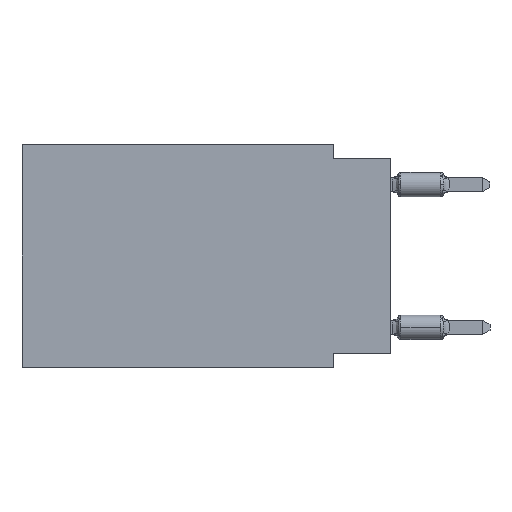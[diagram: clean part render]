
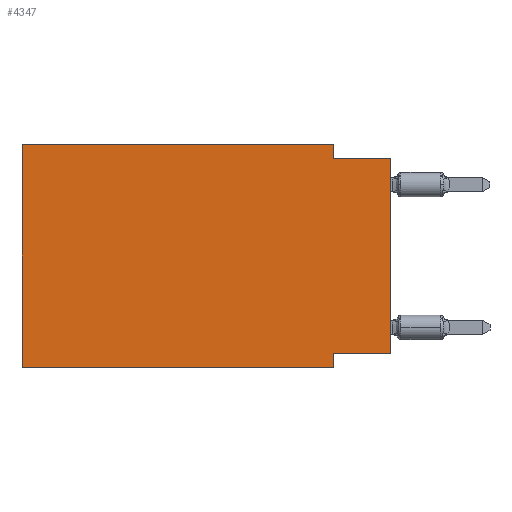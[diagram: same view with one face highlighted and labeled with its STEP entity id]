
A CAD part, left-side view. The second image highlights one B-rep face of the part: STEP entity #4347.
In plain terms, the highlighted planar face has unit normal (-1, 0, 0).
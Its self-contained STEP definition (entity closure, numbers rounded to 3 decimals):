
#389 = VECTOR ( 'NONE', #13395, 1000. ) ;
#703 = ORIENTED_EDGE ( 'NONE', *, *, #15061, .F. ) ;
#712 = LINE ( 'NONE', #13798, #10016 ) ;
#1219 = CARTESIAN_POINT ( 'NONE',  ( 0., 2.54, 0. ) ) ;
#1704 = DIRECTION ( 'NONE',  ( 0., -1., 0. ) ) ;
#1728 = CARTESIAN_POINT ( 'NONE',  ( 0., 0., 0. ) ) ;
#1878 = DIRECTION ( 'NONE',  ( 0., 0., -1. ) ) ;
#1930 = VECTOR ( 'NONE', #10648, 1000. ) ;
#2114 = LINE ( 'NONE', #12881, #1930 ) ;
#2623 = EDGE_CURVE ( 'NONE', #9895, #9731, #13433, .T. ) ;
#2706 = VECTOR ( 'NONE', #3011, 1000. ) ;
#2879 = CARTESIAN_POINT ( 'NONE',  ( 0., 2.54, -9.906 ) ) ;
#3011 = DIRECTION ( 'NONE',  ( 0., 1., 0. ) ) ;
#3021 = VERTEX_POINT ( 'NONE', #1219 ) ;
#3474 = EDGE_CURVE ( 'NONE', #5997, #5811, #10940, .T. ) ;
#4036 = DIRECTION ( 'NONE',  ( 0., 0., 1. ) ) ;
#4187 = DIRECTION ( 'NONE',  ( 0., -1., 0. ) ) ;
#4347 = ADVANCED_FACE ( 'NONE', ( #14707 ), #8868, .F. ) ;
#5209 = EDGE_CURVE ( 'NONE', #9895, #5811, #5545, .T. ) ;
#5391 = VERTEX_POINT ( 'NONE', #9876 ) ;
#5474 = VECTOR ( 'NONE', #4036, 1000. ) ;
#5545 = LINE ( 'NONE', #15112, #12910 ) ;
#5811 = VERTEX_POINT ( 'NONE', #2879 ) ;
#5954 = ORIENTED_EDGE ( 'NONE', *, *, #6880, .F. ) ;
#5997 = VERTEX_POINT ( 'NONE', #10365 ) ;
#6427 = DIRECTION ( 'NONE',  ( 0., 0., 1. ) ) ;
#6794 = EDGE_CURVE ( 'NONE', #3021, #5391, #7716, .T. ) ;
#6880 = EDGE_CURVE ( 'NONE', #9845, #5997, #13993, .T. ) ;
#7217 = ORIENTED_EDGE ( 'NONE', *, *, #2623, .F. ) ;
#7300 = AXIS2_PLACEMENT_3D ( 'NONE', #9910, #9741, #14781 ) ;
#7382 = CARTESIAN_POINT ( 'NONE',  ( 0., 16.383, 0. ) ) ;
#7633 = ORIENTED_EDGE ( 'NONE', *, *, #8777, .F. ) ;
#7716 = LINE ( 'NONE', #12727, #8298 ) ;
#8157 = CARTESIAN_POINT ( 'NONE',  ( 0., 16.383, -9.906 ) ) ;
#8298 = VECTOR ( 'NONE', #1878, 1000. ) ;
#8777 = EDGE_CURVE ( 'NONE', #9731, #3021, #712, .T. ) ;
#8868 = PLANE ( 'NONE',  #7300 ) ;
#9057 = ORIENTED_EDGE ( 'NONE', *, *, #5209, .T. ) ;
#9260 = VECTOR ( 'NONE', #6427, 1000. ) ;
#9481 = VERTEX_POINT ( 'NONE', #10817 ) ;
#9731 = VERTEX_POINT ( 'NONE', #10391 ) ;
#9741 = DIRECTION ( 'NONE',  ( 1., 0., 0. ) ) ;
#9801 = CARTESIAN_POINT ( 'NONE',  ( 0., 2.54, -9.906 ) ) ;
#9845 = VERTEX_POINT ( 'NONE', #11921 ) ;
#9876 = CARTESIAN_POINT ( 'NONE',  ( 0., 2.54, -0.635 ) ) ;
#9895 = VERTEX_POINT ( 'NONE', #8157 ) ;
#9910 = CARTESIAN_POINT ( 'NONE',  ( 0., 16.383, 0. ) ) ;
#10016 = VECTOR ( 'NONE', #1704, 1000. ) ;
#10365 = CARTESIAN_POINT ( 'NONE',  ( 0., 2.54, -9.271 ) ) ;
#10391 = CARTESIAN_POINT ( 'NONE',  ( 0., 16.383, 0. ) ) ;
#10494 = ORIENTED_EDGE ( 'NONE', *, *, #10894, .T. ) ;
#10648 = DIRECTION ( 'NONE',  ( 0., -1., 0. ) ) ;
#10817 = CARTESIAN_POINT ( 'NONE',  ( 0., 0., -0.635 ) ) ;
#10894 = EDGE_CURVE ( 'NONE', #9845, #9481, #14971, .T. ) ;
#10940 = LINE ( 'NONE', #9801, #389 ) ;
#11804 = ORIENTED_EDGE ( 'NONE', *, *, #3474, .F. ) ;
#11921 = CARTESIAN_POINT ( 'NONE',  ( 0., 0., -9.271 ) ) ;
#12633 = ORIENTED_EDGE ( 'NONE', *, *, #6794, .F. ) ;
#12727 = CARTESIAN_POINT ( 'NONE',  ( 0., 2.54, 0. ) ) ;
#12793 = CARTESIAN_POINT ( 'NONE',  ( 0., 0., -9.271 ) ) ;
#12881 = CARTESIAN_POINT ( 'NONE',  ( 0., 0., -0.635 ) ) ;
#12910 = VECTOR ( 'NONE', #4187, 1000. ) ;
#13395 = DIRECTION ( 'NONE',  ( 0., 0., -1. ) ) ;
#13433 = LINE ( 'NONE', #7382, #9260 ) ;
#13798 = CARTESIAN_POINT ( 'NONE',  ( 0., 16.383, 0. ) ) ;
#13993 = LINE ( 'NONE', #12793, #2706 ) ;
#14707 = FACE_OUTER_BOUND ( 'NONE', #15444, .T. ) ;
#14781 = DIRECTION ( 'NONE',  ( 0., 0., -1. ) ) ;
#14971 = LINE ( 'NONE', #1728, #5474 ) ;
#15061 = EDGE_CURVE ( 'NONE', #5391, #9481, #2114, .T. ) ;
#15112 = CARTESIAN_POINT ( 'NONE',  ( 0., 16.383, -9.906 ) ) ;
#15444 = EDGE_LOOP ( 'NONE', ( #10494, #703, #12633, #7633, #7217, #9057, #11804, #5954 ) ) ;
